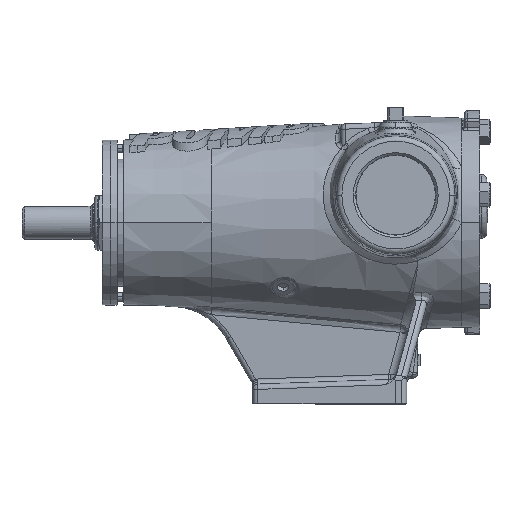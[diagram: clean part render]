
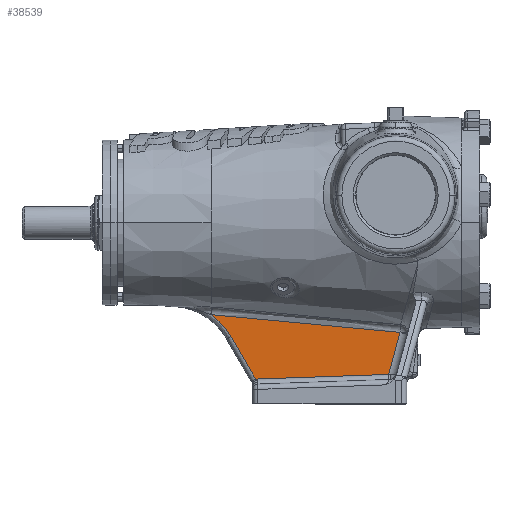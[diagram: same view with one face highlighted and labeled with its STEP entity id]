
A CAD part, top view. The second image highlights one B-rep face of the part: STEP entity #38539.
In plain terms, the highlighted planar face has unit normal (-0.035, 0, 0.999).
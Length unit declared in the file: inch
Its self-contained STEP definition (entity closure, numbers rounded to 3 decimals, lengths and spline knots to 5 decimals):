
#599 = AXIS2_PLACEMENT_3D ( 'NONE', #7113, #7031, #6975 ) ;
#3863 = EDGE_CURVE ( 'NONE', #41575, #30295, #59275, .T. ) ;
#5735 = CARTESIAN_POINT ( 'NONE',  ( -4.68615, -3.55784, 0.25022 ) ) ;
#6975 = DIRECTION ( 'NONE',  ( 0.999, 0., 0.035 ) ) ;
#7031 = DIRECTION ( 'NONE',  ( -0.035, 0., 0.999 ) ) ;
#7113 = CARTESIAN_POINT ( 'NONE',  ( -6.41069, 0., 0.19 ) ) ;
#7614 = PLANE ( 'NONE',  #599 ) ;
#12573 = EDGE_CURVE ( 'NONE', #48557, #48588, #22988, .T. ) ;
#12659 = EDGE_CURVE ( 'NONE', #30295, #48557, #22758, .T. ) ;
#12732 = ORIENTED_EDGE ( 'NONE', *, *, #12573, .T. ) ;
#13168 = EDGE_CURVE ( 'NONE', #48588, #58891, #42621, .T. ) ;
#19248 = CARTESIAN_POINT ( 'NONE',  ( -1.40428, -2.49561, 0.36483 ) ) ;
#20415 = FACE_OUTER_BOUND ( 'NONE', #41815, .T. ) ;
#20810 = CARTESIAN_POINT ( 'NONE',  ( -1.66059, -3.45219, 0.35588 ) ) ;
#22261 = VECTOR ( 'NONE', #33959, 39.37008 ) ;
#22758 = LINE ( 'NONE', #34471, #22261 ) ;
#22785 = CARTESIAN_POINT ( 'NONE',  ( -5.68698, -2.09361, 0.21527 ) ) ;
#22926 = VECTOR ( 'NONE', #46596, 39.37008 ) ;
#22988 = LINE ( 'NONE', #43478, #22926 ) ;
#23170 = CARTESIAN_POINT ( 'NONE',  ( -4.25945, -2.22795, 0.26512 ) ) ;
#23381 = CARTESIAN_POINT ( 'NONE',  ( -1.40428, -2.49561, 0.36483 ) ) ;
#23582 = CARTESIAN_POINT ( 'NONE',  ( -2.83187, -2.3619, 0.31497 ) ) ;
#30295 = VERTEX_POINT ( 'NONE', #5735 ) ;
#30759 = CARTESIAN_POINT ( 'NONE',  ( -5.68698, -2.09361, 0.21527 ) ) ;
#33959 = DIRECTION ( 'NONE',  ( 0.999, 0.035, 0.035 ) ) ;
#34471 = CARTESIAN_POINT ( 'NONE',  ( -6.28465, -3.61366, 0.1944 ) ) ;
#38539 = ADVANCED_FACE ( 'NONE', ( #20415 ), #7614, .T. ) ;
#41575 = VERTEX_POINT ( 'NONE', #42395 ) ;
#41815 = EDGE_LOOP ( 'NONE', ( #12732, #56401, #55992, #50103, #55034 ) ) ;
#41847 =( BOUNDED_CURVE ( )  B_SPLINE_CURVE ( 3, ( #46582, #47481, #46323, #46270 ),
 .UNSPECIFIED., .F., .F. ) 
 B_SPLINE_CURVE_WITH_KNOTS ( ( 4, 4 ),
 ( 5.34902, 5.75959 ),
 .UNSPECIFIED. ) 
 CURVE ( )  GEOMETRIC_REPRESENTATION_ITEM ( )  RATIONAL_B_SPLINE_CURVE ( ( 1., 0.986, 0.986, 1. ) ) 
 REPRESENTATION_ITEM ( '' )  );
#42395 = CARTESIAN_POINT ( 'NONE',  ( -5.2471, -2.58626, 0.23063 ) ) ;
#42621 = B_SPLINE_CURVE_WITH_KNOTS ( 'NONE', 3,
 ( #23381, #23582, #23170, #22785 ),
 .UNSPECIFIED., .F., .F.,
 ( 4, 4 ),
 ( 0., 0.10932 ),
 .UNSPECIFIED. ) ;
#43478 = CARTESIAN_POINT ( 'NONE',  ( -1.11618, -1.42039, 0.37489 ) ) ;
#43489 = DIRECTION ( 'NONE',  ( 0.5, -0.866, 0.017 ) ) ;
#46245 = EDGE_CURVE ( 'NONE', #58891, #41575, #41847, .T. ) ;
#46270 = CARTESIAN_POINT ( 'NONE',  ( -5.2471, -2.58626, 0.23063 ) ) ;
#46323 = CARTESIAN_POINT ( 'NONE',  ( -5.35873, -2.39289, 0.22673 ) ) ;
#46582 = CARTESIAN_POINT ( 'NONE',  ( -5.68698, -2.09361, 0.21527 ) ) ;
#46596 = DIRECTION ( 'NONE',  ( 0.259, 0.966, 0.009 ) ) ;
#47481 = CARTESIAN_POINT ( 'NONE',  ( -5.50745, -2.22635, 0.22154 ) ) ;
#48223 = CARTESIAN_POINT ( 'NONE',  ( -6.6578, -0.14285, 0.18137 ) ) ;
#48557 = VERTEX_POINT ( 'NONE', #20810 ) ;
#48588 = VERTEX_POINT ( 'NONE', #19248 ) ;
#50103 = ORIENTED_EDGE ( 'NONE', *, *, #3863, .T. ) ;
#55034 = ORIENTED_EDGE ( 'NONE', *, *, #12659, .T. ) ;
#55992 = ORIENTED_EDGE ( 'NONE', *, *, #46245, .T. ) ;
#56401 = ORIENTED_EDGE ( 'NONE', *, *, #13168, .T. ) ;
#58891 = VERTEX_POINT ( 'NONE', #30759 ) ;
#59216 = VECTOR ( 'NONE', #43489, 39.37008 ) ;
#59275 = LINE ( 'NONE', #48223, #59216 ) ;
